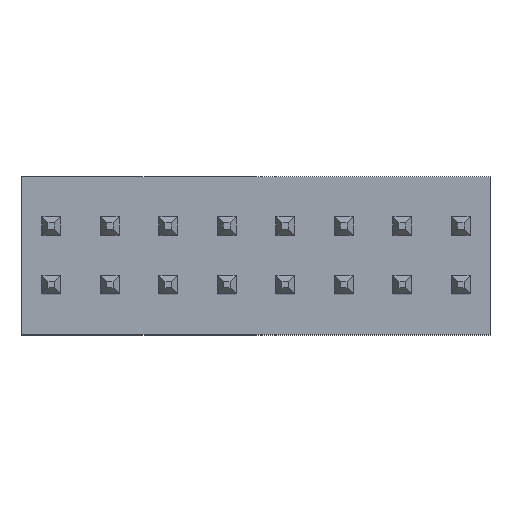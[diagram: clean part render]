
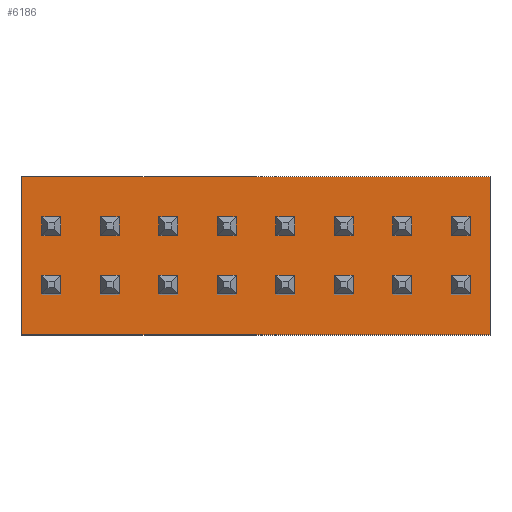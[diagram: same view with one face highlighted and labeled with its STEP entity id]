
A CAD part, top view. The second image highlights one B-rep face of the part: STEP entity #6186.
In plain terms, the highlighted face is planar.
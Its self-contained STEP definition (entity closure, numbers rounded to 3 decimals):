
#6054 = EDGE_CURVE('',#6055,#6057,#6059,.T.);
#6055 = VERTEX_POINT('',#6056);
#6056 = CARTESIAN_POINT('',(-5.08,1.778,-1.715));
#6057 = VERTEX_POINT('',#6058);
#6058 = CARTESIAN_POINT('',(-5.08,1.778,1.715));
#6059 = LINE('',#6060,#6061);
#6060 = CARTESIAN_POINT('',(-5.08,1.778,-1.715));
#6061 = VECTOR('',#6062,1.);
#6062 = DIRECTION('',(0.,0.,1.));
#6094 = EDGE_CURVE('',#6057,#6095,#6097,.T.);
#6095 = VERTEX_POINT('',#6096);
#6096 = CARTESIAN_POINT('',(5.08,1.778,1.715));
#6097 = LINE('',#6098,#6099);
#6098 = CARTESIAN_POINT('',(-5.08,1.778,1.715));
#6099 = VECTOR('',#6100,1.);
#6100 = DIRECTION('',(1.,0.,0.));
#6125 = EDGE_CURVE('',#6095,#6126,#6128,.T.);
#6126 = VERTEX_POINT('',#6127);
#6127 = CARTESIAN_POINT('',(5.08,1.778,-1.715));
#6128 = LINE('',#6129,#6130);
#6129 = CARTESIAN_POINT('',(5.08,1.778,1.715));
#6130 = VECTOR('',#6131,1.);
#6131 = DIRECTION('',(0.,0.,-1.));
#6156 = EDGE_CURVE('',#6126,#6055,#6157,.T.);
#6157 = LINE('',#6158,#6159);
#6158 = CARTESIAN_POINT('',(5.08,1.778,-1.715));
#6159 = VECTOR('',#6160,1.);
#6160 = DIRECTION('',(-1.,0.,0.));
#6186 = ADVANCED_FACE('',(#6187),#6193,.T.);
#6187 = FACE_BOUND('',#6188,.T.);
#6188 = EDGE_LOOP('',(#6189,#6190,#6191,#6192));
#6189 = ORIENTED_EDGE('',*,*,#6054,.T.);
#6190 = ORIENTED_EDGE('',*,*,#6094,.T.);
#6191 = ORIENTED_EDGE('',*,*,#6125,.T.);
#6192 = ORIENTED_EDGE('',*,*,#6156,.T.);
#6193 = PLANE('',#6194);
#6194 = AXIS2_PLACEMENT_3D('',#6195,#6196,#6197);
#6195 = CARTESIAN_POINT('',(0.,1.778,0.));
#6196 = DIRECTION('',(0.,1.,0.));
#6197 = DIRECTION('',(0.,-0.,1.));
